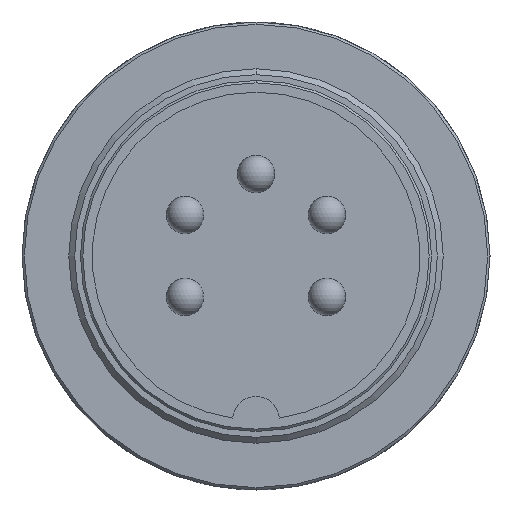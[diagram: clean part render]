
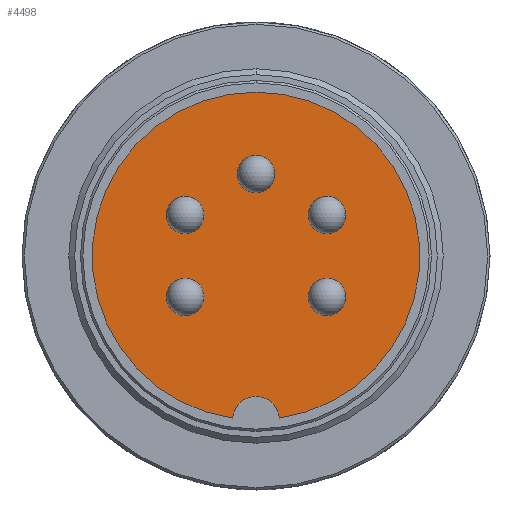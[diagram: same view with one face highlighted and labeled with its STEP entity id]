
A CAD part, front view. The second image highlights one B-rep face of the part: STEP entity #4498.
In plain terms, the highlighted planar face has unit normal (0, -1, 0).
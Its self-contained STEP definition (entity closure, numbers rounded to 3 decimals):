
#294=CARTESIAN_POINT('',(0.,-8.,7.));
#295=VERTEX_POINT('',#294);
#311=CARTESIAN_POINT('',(-0.997,-8.0,-6.929));
#312=VERTEX_POINT('',#311);
#319=CARTESIAN_POINT('',(0.0,-8.0,0.0));
#320=DIRECTION('',(0.0,1.0,0.0));
#321=DIRECTION('',(0.0,0.0,1.0));
#322=AXIS2_PLACEMENT_3D('',#319,#320,#321);
#323=CIRCLE('',#322,7.);
#324=EDGE_CURVE('',#312,#295,#323,.T.);
#720=CARTESIAN_POINT('',(0.8,-8.0,3.5));
#721=VERTEX_POINT('',#720);
#730=CARTESIAN_POINT('',(-0.8,-8.0,3.5));
#731=VERTEX_POINT('',#730);
#732=CARTESIAN_POINT('',(0.0,-8.0,3.5));
#733=DIRECTION('',(0.0,1.0,0.0));
#734=DIRECTION('',(1.0,0.0,0.0));
#735=AXIS2_PLACEMENT_3D('',#732,#733,#734);
#736=CIRCLE('',#735,0.8);
#737=EDGE_CURVE('',#731,#721,#736,.T.);
#762=CARTESIAN_POINT('',(3.83,-8.0,1.75));
#763=VERTEX_POINT('',#762);
#772=CARTESIAN_POINT('',(2.23,-8.0,1.75));
#773=VERTEX_POINT('',#772);
#774=CARTESIAN_POINT('',(3.03,-8.0,1.75));
#775=DIRECTION('',(0.0,1.0,0.0));
#776=DIRECTION('',(1.0,0.0,0.0));
#777=AXIS2_PLACEMENT_3D('',#774,#775,#776);
#778=CIRCLE('',#777,0.8);
#779=EDGE_CURVE('',#773,#763,#778,.T.);
#804=CARTESIAN_POINT('',(3.83,-8.0,-1.75));
#805=VERTEX_POINT('',#804);
#814=CARTESIAN_POINT('',(2.23,-8.0,-1.75));
#815=VERTEX_POINT('',#814);
#816=CARTESIAN_POINT('',(3.03,-8.0,-1.75));
#817=DIRECTION('',(0.0,1.0,0.0));
#818=DIRECTION('',(1.0,0.0,0.0));
#819=AXIS2_PLACEMENT_3D('',#816,#817,#818);
#820=CIRCLE('',#819,0.8);
#821=EDGE_CURVE('',#815,#805,#820,.T.);
#846=CARTESIAN_POINT('',(-2.23,-8.0,-1.75));
#847=VERTEX_POINT('',#846);
#856=CARTESIAN_POINT('',(-3.83,-8.0,-1.75));
#857=VERTEX_POINT('',#856);
#858=CARTESIAN_POINT('',(-3.03,-8.0,-1.75));
#859=DIRECTION('',(0.0,1.0,0.0));
#860=DIRECTION('',(1.0,0.0,0.0));
#861=AXIS2_PLACEMENT_3D('',#858,#859,#860);
#862=CIRCLE('',#861,0.8);
#863=EDGE_CURVE('',#857,#847,#862,.T.);
#888=CARTESIAN_POINT('',(-2.23,-8.0,1.75));
#889=VERTEX_POINT('',#888);
#898=CARTESIAN_POINT('',(-3.83,-8.0,1.75));
#899=VERTEX_POINT('',#898);
#900=CARTESIAN_POINT('',(-3.03,-8.0,1.75));
#901=DIRECTION('',(0.0,1.0,0.0));
#902=DIRECTION('',(1.0,0.0,0.0));
#903=AXIS2_PLACEMENT_3D('',#900,#901,#902);
#904=CIRCLE('',#903,0.8);
#905=EDGE_CURVE('',#899,#889,#904,.T.);
#2953=CARTESIAN_POINT('',(0.997,-8.0,-6.929));
#2954=VERTEX_POINT('',#2953);
#2961=CARTESIAN_POINT('',(0.0,-8.0,-7.));
#2962=DIRECTION('',(0.0,1.0,0.0));
#2963=DIRECTION('',(-0.997,0.0,0.071));
#2964=AXIS2_PLACEMENT_3D('',#2961,#2962,#2963);
#2965=CIRCLE('',#2964,1.0);
#2966=EDGE_CURVE('',#312,#2954,#2965,.T.);
#2996=CARTESIAN_POINT('',(-3.03,-8.0,1.75));
#2997=DIRECTION('',(0.0,1.0,0.0));
#2998=DIRECTION('',(1.0,0.0,0.0));
#2999=AXIS2_PLACEMENT_3D('',#2996,#2997,#2998);
#3000=CIRCLE('',#2999,0.8);
#3001=EDGE_CURVE('',#889,#899,#3000,.T.);
#3030=CARTESIAN_POINT('',(-3.03,-8.0,-1.75));
#3031=DIRECTION('',(0.0,1.0,0.0));
#3032=DIRECTION('',(1.0,0.0,0.0));
#3033=AXIS2_PLACEMENT_3D('',#3030,#3031,#3032);
#3034=CIRCLE('',#3033,0.8);
#3035=EDGE_CURVE('',#847,#857,#3034,.T.);
#3064=CARTESIAN_POINT('',(3.03,-8.0,-1.75));
#3065=DIRECTION('',(0.0,1.0,0.0));
#3066=DIRECTION('',(1.0,0.0,0.0));
#3067=AXIS2_PLACEMENT_3D('',#3064,#3065,#3066);
#3068=CIRCLE('',#3067,0.8);
#3069=EDGE_CURVE('',#805,#815,#3068,.T.);
#3098=CARTESIAN_POINT('',(3.03,-8.0,1.75));
#3099=DIRECTION('',(0.0,1.0,0.0));
#3100=DIRECTION('',(1.0,0.0,0.0));
#3101=AXIS2_PLACEMENT_3D('',#3098,#3099,#3100);
#3102=CIRCLE('',#3101,0.8);
#3103=EDGE_CURVE('',#763,#773,#3102,.T.);
#3132=CARTESIAN_POINT('',(0.0,-8.0,3.5));
#3133=DIRECTION('',(0.0,1.0,0.0));
#3134=DIRECTION('',(1.0,0.0,0.0));
#3135=AXIS2_PLACEMENT_3D('',#3132,#3133,#3134);
#3136=CIRCLE('',#3135,0.8);
#3137=EDGE_CURVE('',#721,#731,#3136,.T.);
#4462=CARTESIAN_POINT('',(0.0,-8.0,3.5));
#4463=DIRECTION('',(0.0,-1.0,0.0));
#4464=DIRECTION('',(0.0,0.0,-1.0));
#4465=AXIS2_PLACEMENT_3D('',#4462,#4463,#4464);
#4466=PLANE('',#4465);
#4467=ORIENTED_EDGE('',*,*,#2966,.T.);
#4468=CARTESIAN_POINT('',(0.0,-8.0,0.0));
#4469=DIRECTION('',(0.0,1.0,0.0));
#4470=DIRECTION('',(0.0,0.0,1.0));
#4471=AXIS2_PLACEMENT_3D('',#4468,#4469,#4470);
#4472=CIRCLE('',#4471,7.);
#4473=EDGE_CURVE('',#295,#2954,#4472,.T.);
#4474=ORIENTED_EDGE('',*,*,#4473,.F.);
#4475=ORIENTED_EDGE('',*,*,#324,.F.);
#4476=EDGE_LOOP('',(#4467,#4474,#4475));
#4477=FACE_OUTER_BOUND('',#4476,.T.);
#4478=ORIENTED_EDGE('',*,*,#779,.T.);
#4479=ORIENTED_EDGE('',*,*,#3103,.T.);
#4480=EDGE_LOOP('',(#4478,#4479));
#4481=FACE_BOUND('',#4480,.T.);
#4482=ORIENTED_EDGE('',*,*,#821,.T.);
#4483=ORIENTED_EDGE('',*,*,#3069,.T.);
#4484=EDGE_LOOP('',(#4482,#4483));
#4485=FACE_BOUND('',#4484,.T.);
#4486=ORIENTED_EDGE('',*,*,#863,.T.);
#4487=ORIENTED_EDGE('',*,*,#3035,.T.);
#4488=EDGE_LOOP('',(#4486,#4487));
#4489=FACE_BOUND('',#4488,.T.);
#4490=ORIENTED_EDGE('',*,*,#905,.T.);
#4491=ORIENTED_EDGE('',*,*,#3001,.T.);
#4492=EDGE_LOOP('',(#4490,#4491));
#4493=FACE_BOUND('',#4492,.T.);
#4494=ORIENTED_EDGE('',*,*,#737,.T.);
#4495=ORIENTED_EDGE('',*,*,#3137,.T.);
#4496=EDGE_LOOP('',(#4494,#4495));
#4497=FACE_BOUND('',#4496,.T.);
#4498=ADVANCED_FACE('',(#4477,#4481,#4485,#4489,#4493,#4497),#4466,.T.);
